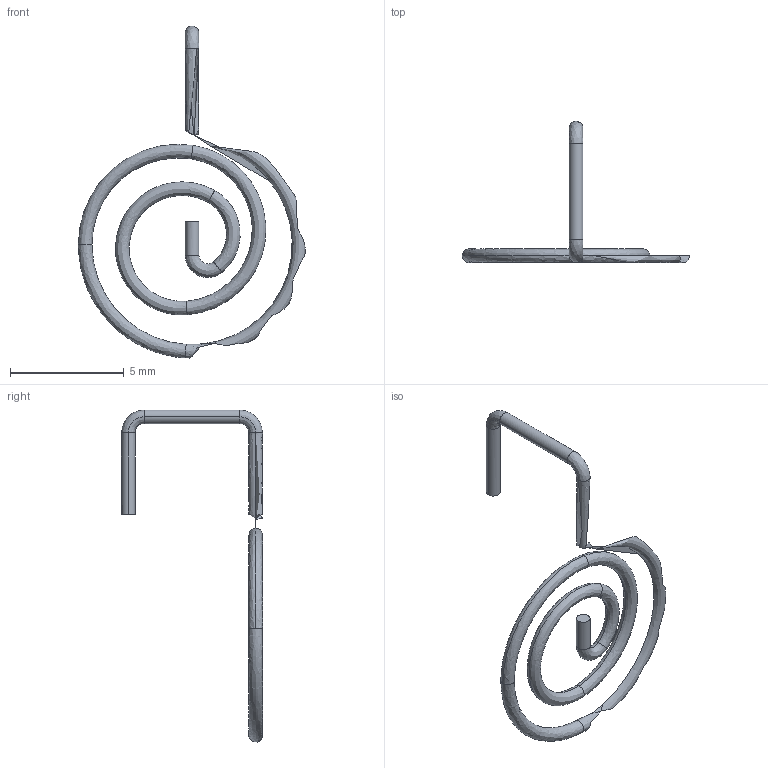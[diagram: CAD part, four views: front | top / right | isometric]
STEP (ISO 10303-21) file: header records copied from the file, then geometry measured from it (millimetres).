
FILE_DESCRIPTION (( 'STEP AP214' ), '1' );
FILE_NAME ('Terminal+.STEP', '2022-07-08T07:02:26', ( '' ), ( '' ), 'SwSTEP 2.0', 'SolidWorks 2018', '' );
FILE_SCHEMA (( 'AUTOMOTIVE_DESIGN' ));
Length unit declared in the file: millimetre
Products named in the file (1): Terminal+
Bounding box: 9.99 x 6.2 x 14.59 mm (x, y, z)
Volume: 15.8 mm3; surface area: 131.1 mm2
Topology: 1 solids, 2 shells, 27 faces, 58 edges, 27 vertices
Faces by surface type: bspline 25, plane 2
Entity records: 1020 total; most frequent: CARTESIAN_POINT 624, ORIENTED_EDGE 104, EDGE_CURVE 52, DIRECTION 42, FACE_OUTER_BOUND 27, ADVANCED_FACE 27, VERTEX_POINT 27, EDGE_LOOP 27
